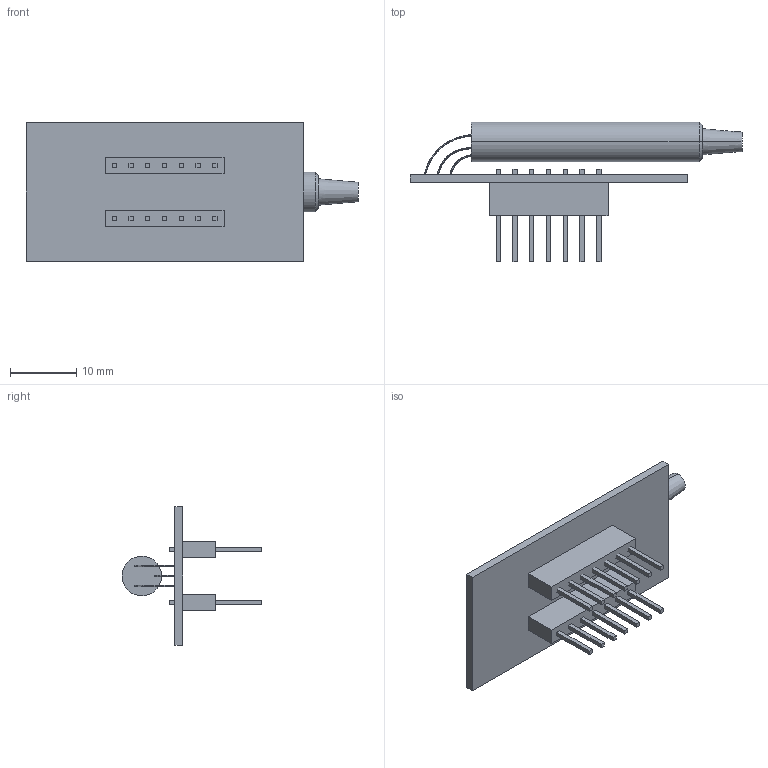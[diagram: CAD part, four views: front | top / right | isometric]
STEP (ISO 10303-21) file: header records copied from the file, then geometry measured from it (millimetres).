
FILE_DESCRIPTION (( 'STEP AP203' ), '1' );
FILE_NAME ('MSWH-AA6-5 -1 -1-3 -3 -2.STEP', '2023-05-18T22:14:48', ( '' ), ( '' ), 'SwSTEP 2.0', 'SolidWorks 2018', '' );
FILE_SCHEMA (( 'CONFIG_CONTROL_DESIGN' ));
Length unit declared in the file: millimetre
Products named in the file (1): MSWH-AA6-5 -1 -1-3 -3 -2
Bounding box: 50.3 x 21.2 x 21 mm (x, y, z)
Volume: 2672 mm3; surface area: 3972.2 mm2
Topology: 19 solids, 19 shells, 208 faces, 447 edges, 294 vertices
Faces by surface type: plane 192, bspline 10, cone 4, cylinder 2
Entity records: 6021 total; most frequent: CARTESIAN_POINT 1464, ORIENTED_EDGE 894, DIRECTION 855, EDGE_CURVE 447, LINE 407, VECTOR 407, VERTEX_POINT 294, EDGE_LOOP 233
